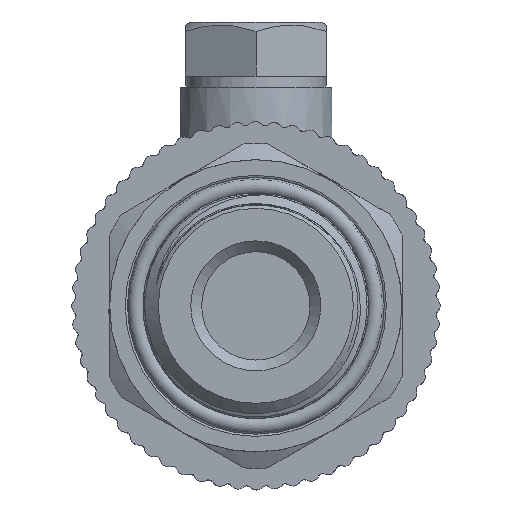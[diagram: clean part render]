
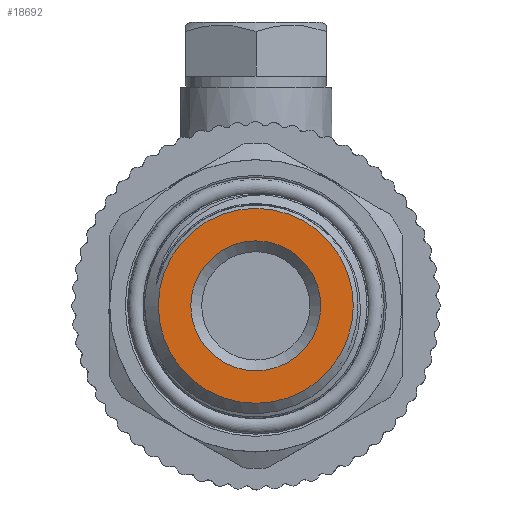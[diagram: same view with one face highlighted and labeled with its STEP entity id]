
A CAD part, left-side view. The second image highlights one B-rep face of the part: STEP entity #18692.
In plain terms, the highlighted face is planar.
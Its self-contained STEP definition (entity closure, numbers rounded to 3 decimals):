
#234=FACE_BOUND('',#3051,.T.);
#882=PLANE('',#19986);
#1948=FACE_OUTER_BOUND('',#3050,.T.);
#3050=EDGE_LOOP('',(#17235));
#3051=EDGE_LOOP('',(#17236));
#3665=CIRCLE('',#19956,9.);
#3676=CIRCLE('',#19987,6.);
#8646=VERTEX_POINT('',#61440);
#8659=VERTEX_POINT('',#64741);
#11485=EDGE_CURVE('',#8646,#8646,#3665,.T.);
#11525=EDGE_CURVE('',#8659,#8659,#3676,.T.);
#17235=ORIENTED_EDGE('',*,*,#11485,.T.);
#17236=ORIENTED_EDGE('',*,*,#11525,.F.);
#18692=ADVANCED_FACE('',(#1948,#234),#882,.T.);
#19956=AXIS2_PLACEMENT_3D('',#61442,#23236,#23237);
#19986=AXIS2_PLACEMENT_3D('',#64740,#23309,#23310);
#19987=AXIS2_PLACEMENT_3D('',#64742,#23311,#23312);
#23236=DIRECTION('center_axis',(1.,0.,0.));
#23237=DIRECTION('ref_axis',(0.,1.,0.));
#23309=DIRECTION('center_axis',(1.,0.,0.));
#23310=DIRECTION('ref_axis',(0.,0.,
-1.));
#23311=DIRECTION('center_axis',(1.,0.,0.));
#23312=DIRECTION('ref_axis',(0.,0.,
-1.));
#61440=CARTESIAN_POINT('',(1.,-9.,0.));
#61442=CARTESIAN_POINT('Origin',(1.,0.,0.));
#64740=CARTESIAN_POINT('Origin',(1.,6.,0.));
#64741=CARTESIAN_POINT('',(1.,-6.,0.));
#64742=CARTESIAN_POINT('Origin',(1.,0.,0.));
